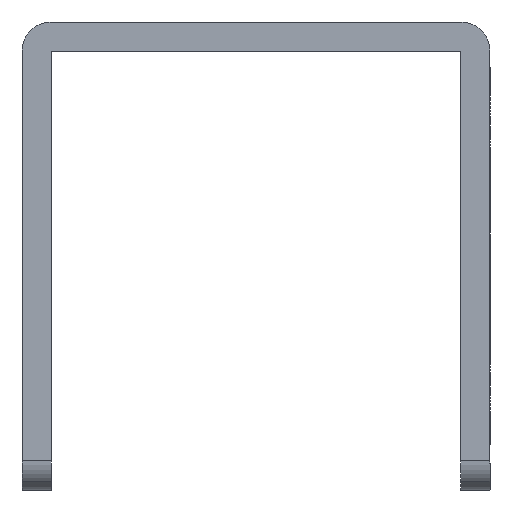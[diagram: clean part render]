
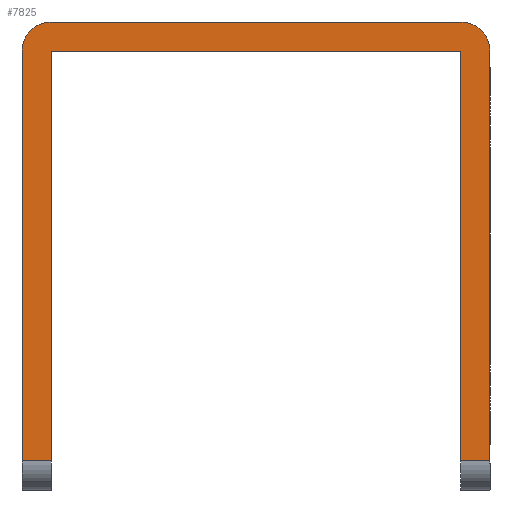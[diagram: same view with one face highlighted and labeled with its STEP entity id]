
A CAD part, left-side view. The second image highlights one B-rep face of the part: STEP entity #7825.
In plain terms, the highlighted planar face has unit normal (-1, 0, 0).
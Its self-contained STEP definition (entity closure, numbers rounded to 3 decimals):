
#57 = CIRCLE ( 'NONE', #1983, 3. ) ;
#285 = AXIS2_PLACEMENT_3D ( 'NONE', #1586, #7700, #4601 ) ;
#291 = CARTESIAN_POINT ( 'NONE',  ( 384., 45., -42.5 ) ) ;
#468 = DIRECTION ( 'NONE',  ( 1., 0., 0. ) ) ;
#742 = EDGE_CURVE ( 'NONE', #3174, #6219, #2490, .T. ) ;
#821 = DIRECTION ( 'NONE',  ( 0., 1., 0. ) ) ;
#862 = VERTEX_POINT ( 'NONE', #1948 ) ;
#898 = LINE ( 'NONE', #3388, #2367 ) ;
#968 = CARTESIAN_POINT ( 'NONE',  ( 384., 12., -42.5 ) ) ;
#971 = CARTESIAN_POINT ( 'NONE',  ( 384., 0., -0.5 ) ) ;
#983 = CARTESIAN_POINT ( 'NONE',  ( 384., 12., -42.5 ) ) ;
#1008 = CARTESIAN_POINT ( 'NONE',  ( 384., 48., -42.5 ) ) ;
#1016 = DIRECTION ( 'NONE',  ( 0., 0., -1. ) ) ;
#1108 = VECTOR ( 'NONE', #2395, 1000. ) ;
#1119 = DIRECTION ( 'NONE',  ( 1., 0., 0. ) ) ;
#1168 = LINE ( 'NONE', #2968, #2696 ) ;
#1211 = DIRECTION ( 'NONE',  ( 1., 0., 0. ) ) ;
#1252 = DIRECTION ( 'NONE',  ( 0., 1., 0. ) ) ;
#1396 = LINE ( 'NONE', #5159, #3716 ) ;
#1401 = VERTEX_POINT ( 'NONE', #2819 ) ;
#1474 = VERTEX_POINT ( 'NONE', #2218 ) ;
#1504 = VERTEX_POINT ( 'NONE', #971 ) ;
#1563 = DIRECTION ( 'NONE',  ( 0., 1., 0. ) ) ;
#1586 = CARTESIAN_POINT ( 'NONE',  ( 384., 3., -0.5 ) ) ;
#1711 = CARTESIAN_POINT ( 'NONE',  ( 384., 0., -3.75 ) ) ;
#1826 = CIRCLE ( 'NONE', #285, 3. ) ;
#1903 = CARTESIAN_POINT ( 'NONE',  ( 384., 0.879, 1.621 ) ) ;
#1908 = ORIENTED_EDGE ( 'NONE', *, *, #5824, .F. ) ;
#1948 = CARTESIAN_POINT ( 'NONE',  ( 384., 3., -42.5 ) ) ;
#1983 = AXIS2_PLACEMENT_3D ( 'NONE', #2887, #1119, #5357 ) ;
#2054 = EDGE_CURVE ( 'NONE', #3715, #2249, #57, .T. ) ;
#2108 = DIRECTION ( 'NONE',  ( 0., 1., 0. ) ) ;
#2115 = VERTEX_POINT ( 'NONE', #6691 ) ;
#2218 = CARTESIAN_POINT ( 'NONE',  ( 384., 3., -0.5 ) ) ;
#2229 = LINE ( 'NONE', #7179, #4844 ) ;
#2249 = VERTEX_POINT ( 'NONE', #5349 ) ;
#2367 = VECTOR ( 'NONE', #821, 1000. ) ;
#2395 = DIRECTION ( 'NONE',  ( 0., 0., -1. ) ) ;
#2425 = EDGE_CURVE ( 'NONE', #3174, #2249, #898, .T. ) ;
#2490 = CIRCLE ( 'NONE', #3642, 3. ) ;
#2696 = VECTOR ( 'NONE', #1016, 1000. ) ;
#2769 = DIRECTION ( 'NONE',  ( 0., 1., 0. ) ) ;
#2775 = ORIENTED_EDGE ( 'NONE', *, *, #5678, .F. ) ;
#2814 = VERTEX_POINT ( 'NONE', #291 ) ;
#2819 = CARTESIAN_POINT ( 'NONE',  ( 384., 48., -0.5 ) ) ;
#2887 = CARTESIAN_POINT ( 'NONE',  ( 384., 45., -0.5 ) ) ;
#2918 = ORIENTED_EDGE ( 'NONE', *, *, #4937, .F. ) ;
#2968 = CARTESIAN_POINT ( 'NONE',  ( 384., 45., -30.388 ) ) ;
#2970 = ORIENTED_EDGE ( 'NONE', *, *, #5538, .F. ) ;
#3076 = LINE ( 'NONE', #1711, #1108 ) ;
#3174 = VERTEX_POINT ( 'NONE', #6371 ) ;
#3198 = VERTEX_POINT ( 'NONE', #7237 ) ;
#3207 = DIRECTION ( 'NONE',  ( 0., 0.707, 0.707 ) ) ;
#3226 = AXIS2_PLACEMENT_3D ( 'NONE', #4265, #1211, #1252 ) ;
#3388 = CARTESIAN_POINT ( 'NONE',  ( 384., 38.25, 2.5 ) ) ;
#3445 = VECTOR ( 'NONE', #2108, 1000. ) ;
#3471 = AXIS2_PLACEMENT_3D ( 'NONE', #6247, #3806, #3207 ) ;
#3616 = EDGE_CURVE ( 'NONE', #1504, #3198, #3076, .T. ) ;
#3642 = AXIS2_PLACEMENT_3D ( 'NONE', #6069, #468, #4278 ) ;
#3715 = VERTEX_POINT ( 'NONE', #3750 ) ;
#3716 = VECTOR ( 'NONE', #1563, 1000. ) ;
#3750 = CARTESIAN_POINT ( 'NONE',  ( 384., 47.121, 1.621 ) ) ;
#3763 = ORIENTED_EDGE ( 'NONE', *, *, #2425, .T. ) ;
#3784 = EDGE_CURVE ( 'NONE', #6945, #1401, #2229, .T. ) ;
#3806 = DIRECTION ( 'NONE',  ( 1., 0., 0. ) ) ;
#3851 = CIRCLE ( 'NONE', #3471, 3. ) ;
#3956 = ORIENTED_EDGE ( 'NONE', *, *, #6828, .F. ) ;
#4141 = EDGE_LOOP ( 'NONE', ( #3956, #7047, #7200, #5668, #3763, #5550, #2775, #6293, #2918, #2970, #1908, #7013 ) ) ;
#4265 = CARTESIAN_POINT ( 'NONE',  ( 384., 24., -15.277 ) ) ;
#4278 = DIRECTION ( 'NONE',  ( 0., -0.707, 0.707 ) ) ;
#4462 = LINE ( 'NONE', #968, #6578 ) ;
#4546 = LINE ( 'NONE', #5811, #6842 ) ;
#4601 = DIRECTION ( 'NONE',  ( 0., -0.707, 0.707 ) ) ;
#4844 = VECTOR ( 'NONE', #7091, 1000. ) ;
#4937 = EDGE_CURVE ( 'NONE', #2814, #6945, #6387, .T. ) ;
#5159 = CARTESIAN_POINT ( 'NONE',  ( 384., 34.5, -0.5 ) ) ;
#5349 = CARTESIAN_POINT ( 'NONE',  ( 384., 45., 2.5 ) ) ;
#5357 = DIRECTION ( 'NONE',  ( 0., 0.707, 0.707 ) ) ;
#5385 = EDGE_CURVE ( 'NONE', #862, #1474, #4546, .T. ) ;
#5538 = EDGE_CURVE ( 'NONE', #2115, #2814, #1168, .T. ) ;
#5550 = ORIENTED_EDGE ( 'NONE', *, *, #2054, .F. ) ;
#5668 = ORIENTED_EDGE ( 'NONE', *, *, #742, .F. ) ;
#5678 = EDGE_CURVE ( 'NONE', #1401, #3715, #3851, .T. ) ;
#5811 = CARTESIAN_POINT ( 'NONE',  ( 384., 3., -7.888 ) ) ;
#5824 = EDGE_CURVE ( 'NONE', #1474, #2115, #1396, .T. ) ;
#6069 = CARTESIAN_POINT ( 'NONE',  ( 384., 3., -0.5 ) ) ;
#6219 = VERTEX_POINT ( 'NONE', #1903 ) ;
#6247 = CARTESIAN_POINT ( 'NONE',  ( 384., 45., -0.5 ) ) ;
#6293 = ORIENTED_EDGE ( 'NONE', *, *, #3784, .F. ) ;
#6371 = CARTESIAN_POINT ( 'NONE',  ( 384., 3., 2.5 ) ) ;
#6387 = LINE ( 'NONE', #983, #3445 ) ;
#6578 = VECTOR ( 'NONE', #2769, 1000. ) ;
#6665 = PLANE ( 'NONE',  #3226 ) ;
#6691 = CARTESIAN_POINT ( 'NONE',  ( 384., 45., -0.5 ) ) ;
#6828 = EDGE_CURVE ( 'NONE', #3198, #862, #4462, .T. ) ;
#6842 = VECTOR ( 'NONE', #7041, 1000. ) ;
#6945 = VERTEX_POINT ( 'NONE', #1008 ) ;
#7013 = ORIENTED_EDGE ( 'NONE', *, *, #5385, .F. ) ;
#7041 = DIRECTION ( 'NONE',  ( 0., 0., 1. ) ) ;
#7047 = ORIENTED_EDGE ( 'NONE', *, *, #3616, .F. ) ;
#7091 = DIRECTION ( 'NONE',  ( 0., 0., 1. ) ) ;
#7179 = CARTESIAN_POINT ( 'NONE',  ( 384., 48., -39.25 ) ) ;
#7200 = ORIENTED_EDGE ( 'NONE', *, *, #7939, .F. ) ;
#7237 = CARTESIAN_POINT ( 'NONE',  ( 384., 0., -42.5 ) ) ;
#7700 = DIRECTION ( 'NONE',  ( 1., 0., 0. ) ) ;
#7825 = ADVANCED_FACE ( 'NONE', ( #7891 ), #6665, .F. ) ;
#7891 = FACE_OUTER_BOUND ( 'NONE', #4141, .T. ) ;
#7939 = EDGE_CURVE ( 'NONE', #6219, #1504, #1826, .T. ) ;
